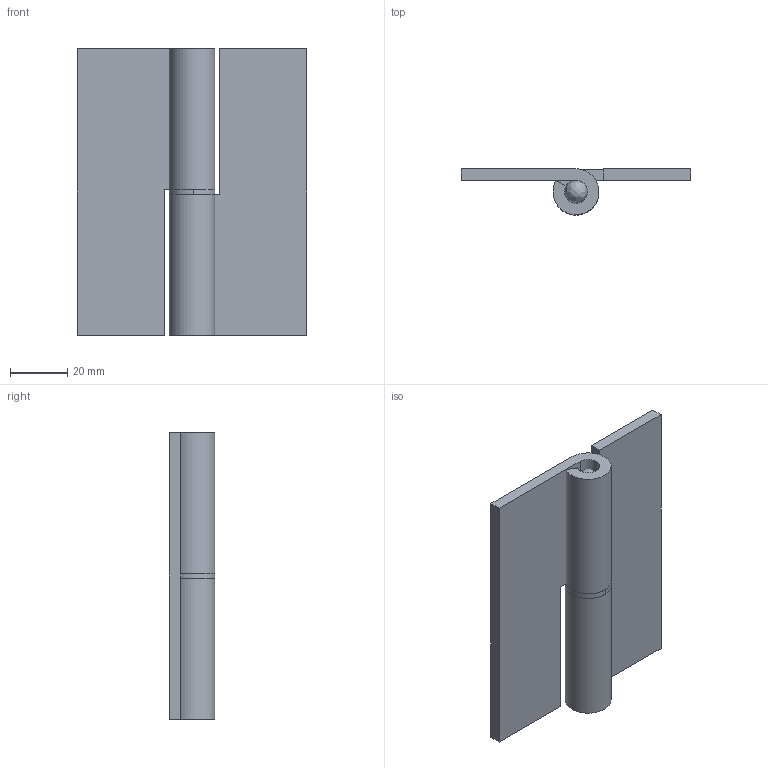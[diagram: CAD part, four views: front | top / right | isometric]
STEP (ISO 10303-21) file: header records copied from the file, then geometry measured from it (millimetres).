
FILE_DESCRIPTION((''),'2;1');
FILE_NAME('','2005-04-20T09:43:08',(''),(''),'','CADfix','');
FILE_SCHEMA(('AUTOMOTIVE_DESIGN'));
Length unit declared in the file: millimetre
Products named in the file (5): washer; shaft; hinge piece_B; hinge piece_A; TH_51SUS_R_10659_36
Assembly tree (4 placements, depth 2):
  TH_51SUS_R_10659_36
    washer
    shaft
    hinge piece_B
    hinge piece_A
Bounding box: 80 x 16 x 100 mm (x, y, z)
Volume: 45589.3 mm3; surface area: 25919.2 mm2
Topology: 4 solids, 4 shells, 30 faces, 78 edges, 56 vertices
Faces by surface type: bspline 30
Entity records: 1154 total; most frequent: CARTESIAN_POINT 569, ORIENTED_EDGE 156, EDGE_CURVE 78, VERTEX_POINT 56, QUASI_UNIFORM_CURVE 46, EDGE_LOOP 32, FACE_OUTER_BOUND 30, ADVANCED_FACE 30
